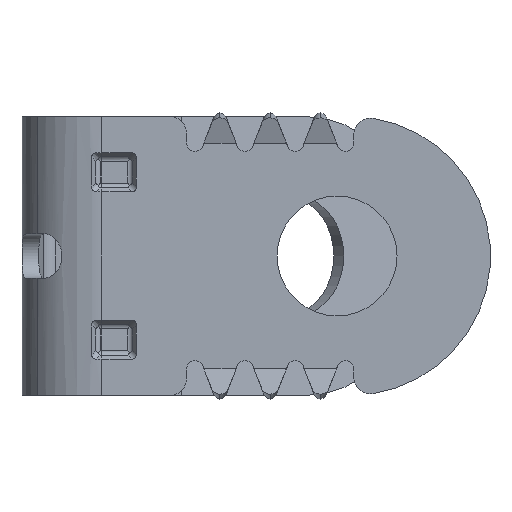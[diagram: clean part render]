
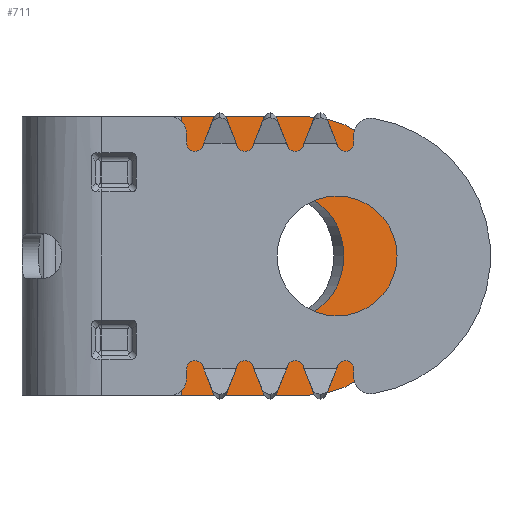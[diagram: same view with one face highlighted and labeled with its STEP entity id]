
A CAD part, front view. The second image highlights one B-rep face of the part: STEP entity #711.
In plain terms, the highlighted planar face has unit normal (0.595, -0.804, 0).
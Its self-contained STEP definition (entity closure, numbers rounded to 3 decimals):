
#711 = ADVANCED_FACE( '', ( #1527, #1528 ), #1529, .F. );
#1527 = FACE_OUTER_BOUND( '', #3658, .T. );
#1528 = FACE_BOUND( '', #3659, .T. );
#1529 = PLANE( '', #3660 );
#3658 = EDGE_LOOP( '', ( #6679, #6680, #6681, #6682 ) );
#3659 = EDGE_LOOP( '', ( #6683 ) );
#3660 = AXIS2_PLACEMENT_3D( '', #6684, #6685, #6686 );
#6679 = ORIENTED_EDGE( '', *, *, #7797, .F. );
#6680 = ORIENTED_EDGE( '', *, *, #8609, .F. );
#6681 = ORIENTED_EDGE( '', *, *, #8610, .T. );
#6682 = ORIENTED_EDGE( '', *, *, #8078, .T. );
#6683 = ORIENTED_EDGE( '', *, *, #8115, .T. );
#6684 = CARTESIAN_POINT( '', ( 37.954, 35.192, 0. ) );
#6685 = DIRECTION( '', ( -0.595, 0.804, 0. ) );
#6686 = DIRECTION( '', ( 0., 0., 1. ) );
#7797 = EDGE_CURVE( '', #8980, #8982, #8983, .T. );
#8078 = EDGE_CURVE( '', #9462, #8982, #9463, .T. );
#8115 = EDGE_CURVE( '', #9526, #9526, #9527, .T. );
#8609 = EDGE_CURVE( '', #10226, #8980, #10227, .T. );
#8610 = EDGE_CURVE( '', #10226, #9462, #10228, .T. );
#8980 = VERTEX_POINT( '', #10798 );
#8982 = VERTEX_POINT( '', #10801 );
#8983 = CIRCLE( '', #10802, 5. );
#9462 = VERTEX_POINT( '', #11728 );
#9463 = LINE( '', #11729, #11730 );
#9526 = VERTEX_POINT( '', #11858 );
#9527 = CIRCLE( '', #11859, 2.15 );
#10226 = VERTEX_POINT( '', #13806 );
#10227 = LINE( '', #13807, #13808 );
#10228 = LINE( '', #13809, #13810 );
#10798 = CARTESIAN_POINT( '', ( 33.935, 32.218, 5. ) );
#10801 = CARTESIAN_POINT( '', ( 33.935, 32.218, -5. ) );
#10802 = AXIS2_PLACEMENT_3D( '', #14551, #14552, #14553 );
#11728 = CARTESIAN_POINT( '', ( 29.433, 28.887, -5. ) );
#11729 = CARTESIAN_POINT( '', ( 29.426, 28.882, -5. ) );
#11730 = VECTOR( '', #14826, 1000. );
#11858 = CARTESIAN_POINT( '', ( 33.533, 31.921, 2.15 ) );
#11859 = AXIS2_PLACEMENT_3D( '', #14864, #14865, #14866 );
#13806 = CARTESIAN_POINT( '', ( 29.433, 28.887, 5. ) );
#13807 = CARTESIAN_POINT( '', ( 29.426, 28.882, 5. ) );
#13808 = VECTOR( '', #15329, 1000. );
#13809 = CARTESIAN_POINT( '', ( 29.433, 28.887, 0. ) );
#13810 = VECTOR( '', #15330, 1000. );
#14551 = CARTESIAN_POINT( '', ( 33.935, 32.218, 0. ) );
#14552 = DIRECTION( '', ( -0.595, 0.804, 0. ) );
#14553 = DIRECTION( '', ( 0.804, 0.595, 0. ) );
#14826 = DIRECTION( '', ( 0.804, 0.595, 0. ) );
#14864 = CARTESIAN_POINT( '', ( 33.533, 31.921, 0. ) );
#14865 = DIRECTION( '', ( -0.595, 0.804, 0. ) );
#14866 = DIRECTION( '', ( 0., 0., 1. ) );
#15329 = DIRECTION( '', ( 0.804, 0.595, 0. ) );
#15330 = DIRECTION( '', ( 0., 0., -1. ) );
